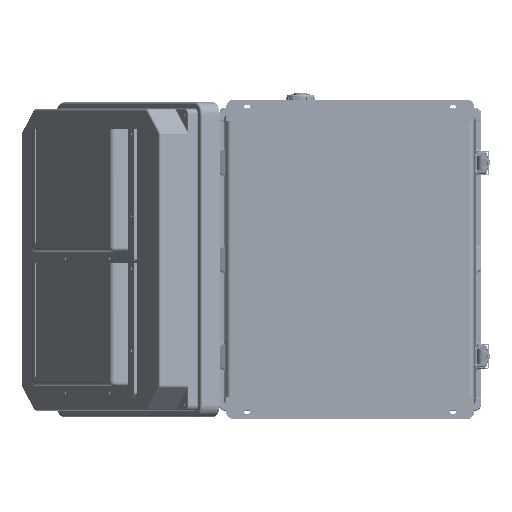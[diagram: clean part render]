
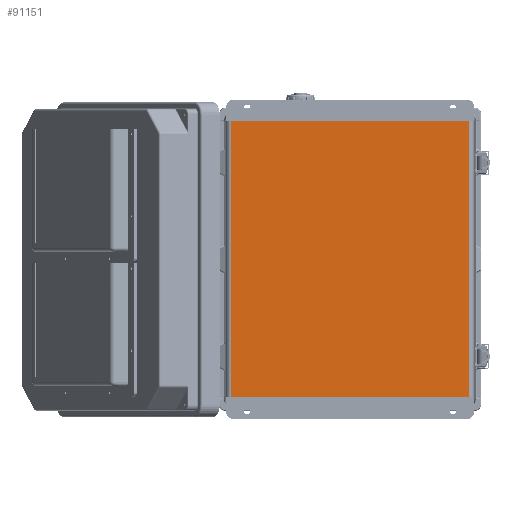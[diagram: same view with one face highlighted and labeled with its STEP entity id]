
A CAD part, front view. The second image highlights one B-rep face of the part: STEP entity #91151.
In plain terms, the highlighted planar face has unit normal (0, -1, 0).
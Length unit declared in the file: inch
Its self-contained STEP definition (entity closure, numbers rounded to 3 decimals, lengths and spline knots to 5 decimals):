
#232 = CARTESIAN_POINT ( 'NONE',  ( -5.78771, 0.05906, -1.04331 ) ) ;
#3969 = VECTOR ( 'NONE', #28601, 39.37008 ) ;
#5968 = ORIENTED_EDGE ( 'NONE', *, *, #40843, .T. ) ;
#6185 = EDGE_CURVE ( 'NONE', #64952, #85434, #11367, .T. ) ;
#11367 = LINE ( 'NONE', #80984, #11688 ) ;
#11688 = VECTOR ( 'NONE', #24661, 39.37008 ) ;
#11915 = VECTOR ( 'NONE', #61911, 39.37008 ) ;
#16565 = PLANE ( 'NONE',  #38582 ) ;
#24528 = VERTEX_POINT ( 'NONE', #44614 ) ;
#24661 = DIRECTION ( 'NONE',  ( -1., 0., 0. ) ) ;
#26079 = CARTESIAN_POINT ( 'NONE',  ( 6.11811, 0.05906, -1.04331 ) ) ;
#27639 = CARTESIAN_POINT ( 'NONE',  ( 6.11811, 0.05906, -1.04331 ) ) ;
#28601 = DIRECTION ( 'NONE',  ( 0., 0., 1. ) ) ;
#34291 = FACE_OUTER_BOUND ( 'NONE', #72376, .T. ) ;
#36909 = LINE ( 'NONE', #117663, #11915 ) ;
#37347 = ORIENTED_EDGE ( 'NONE', *, *, #6185, .F. ) ;
#38582 = AXIS2_PLACEMENT_3D ( 'NONE', #26079, #44947, #110660 ) ;
#40843 = EDGE_CURVE ( 'NONE', #102288, #24528, #104956, .T. ) ;
#43396 = CARTESIAN_POINT ( 'NONE',  ( 5.78771, 0.05906, -1.04331 ) ) ;
#44614 = CARTESIAN_POINT ( 'NONE',  ( -5.78771, 0.05906, -1.04331 ) ) ;
#44947 = DIRECTION ( 'NONE',  ( 0., 1., 0. ) ) ;
#53917 = EDGE_CURVE ( 'NONE', #64952, #102288, #36909, .T. ) ;
#56833 = DIRECTION ( 'NONE',  ( -1., 0., 0. ) ) ;
#61911 = DIRECTION ( 'NONE',  ( 0., 0., 1. ) ) ;
#64952 = VERTEX_POINT ( 'NONE', #103782 ) ;
#72376 = EDGE_LOOP ( 'NONE', ( #101153, #37347, #85730, #5968 ) ) ;
#80984 = CARTESIAN_POINT ( 'NONE',  ( 6.11811, 0.05906, -14.4685 ) ) ;
#84711 = CARTESIAN_POINT ( 'NONE',  ( -5.78771, 0.05906, -14.4685 ) ) ;
#85434 = VERTEX_POINT ( 'NONE', #84711 ) ;
#85730 = ORIENTED_EDGE ( 'NONE', *, *, #53917, .T. ) ;
#91151 = ADVANCED_FACE ( 'NONE', ( #34291 ), #16565, .F. ) ;
#101029 = EDGE_CURVE ( 'NONE', #85434, #24528, #103927, .T. ) ;
#101153 = ORIENTED_EDGE ( 'NONE', *, *, #101029, .F. ) ;
#102288 = VERTEX_POINT ( 'NONE', #43396 ) ;
#103782 = CARTESIAN_POINT ( 'NONE',  ( 5.78771, 0.05906, -14.4685 ) ) ;
#103927 = LINE ( 'NONE', #232, #3969 ) ;
#104843 = VECTOR ( 'NONE', #56833, 39.37008 ) ;
#104956 = LINE ( 'NONE', #27639, #104843 ) ;
#110660 = DIRECTION ( 'NONE',  ( 0., 0., 1. ) ) ;
#117663 = CARTESIAN_POINT ( 'NONE',  ( 5.78771, 0.05906, -1.04331 ) ) ;
